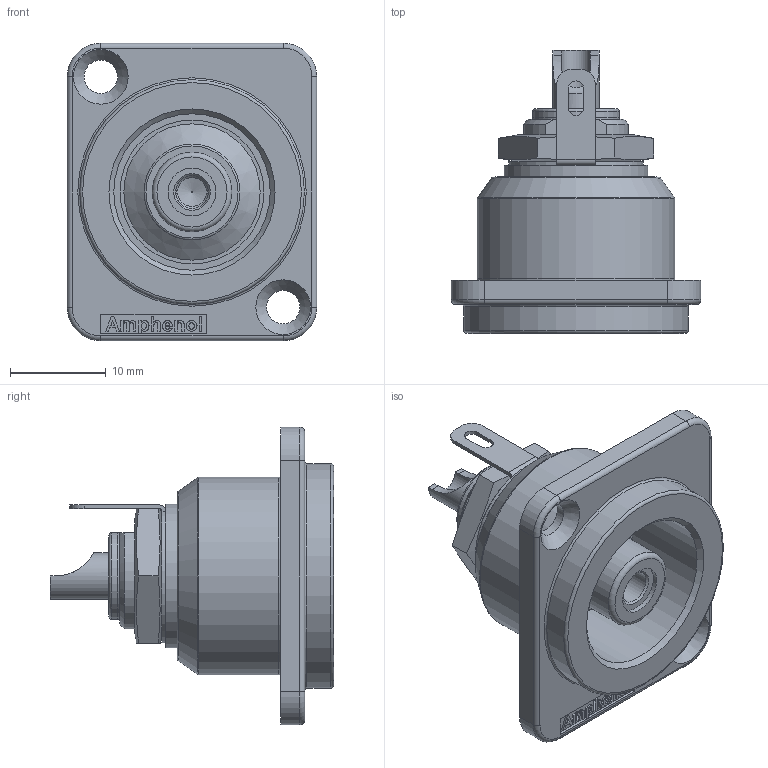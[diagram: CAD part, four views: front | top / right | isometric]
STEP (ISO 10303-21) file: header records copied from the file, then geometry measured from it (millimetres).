
FILE_DESCRIPTION((''),'2;1');
FILE_NAME('ACJD-WHT.stp','2015-03-03T09:47:25',('minh'),(''),'Autodesk Inventor 2012','Autodesk Inventor 2012','');
FILE_SCHEMA(('AUTOMOTIVE_DESIGN { 1 0 10303 214 1 1 1 1 }'));
Length unit declared in the file: inch
Products named in the file (1): ACJB-RED_Shrinkwrap_1
Bounding box: 26 x 29.5 x 31 mm (x, y, z)
Surface area: 5285.8 mm2 (no closed solid volume)
Topology: 0 solids, 19 shells, 173 faces, 584 edges, 413 vertices
Faces by surface type: plane 83, cylinder 33, bspline 30, cone 14, torus 13
Full cylindrical faces by diameter (mm): 3 x1, 3.4 x1, 3.5 x2, 4.8 x1, 5 x2, 7 x1, 8 x1, 8.3 x2, 9 x2, 15 x1, 16.3 x1, 20.6 x1, 23.4 x1
Entity records: 6600 total; most frequent: CARTESIAN_POINT 1761, ORIENTED_EDGE 837, DIRECTION 812, EDGE_CURVE 542, VERTEX_POINT 407, VECTOR 298, LINE 298, AXIS2_PLACEMENT_3D 257
